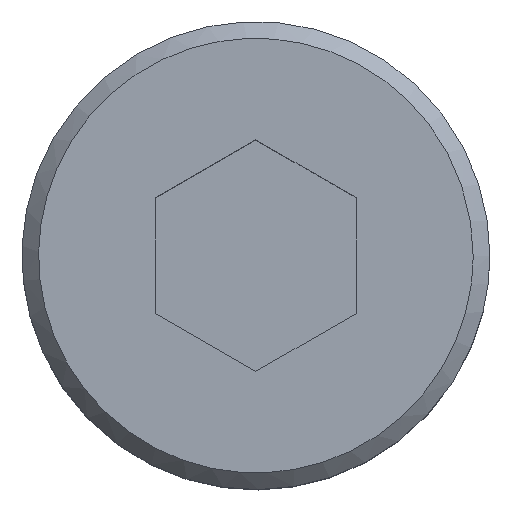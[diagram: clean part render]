
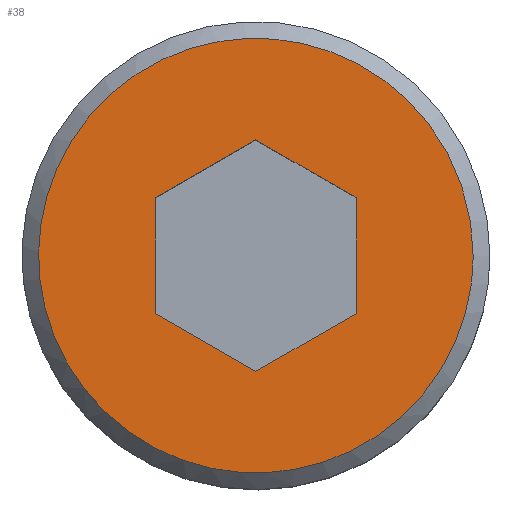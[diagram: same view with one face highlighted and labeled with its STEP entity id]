
A CAD part, top view. The second image highlights one B-rep face of the part: STEP entity #38.
In plain terms, the highlighted planar face has unit normal (0, 0, 1).
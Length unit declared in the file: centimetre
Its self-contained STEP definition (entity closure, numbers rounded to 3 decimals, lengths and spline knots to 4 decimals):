
#35=FACE_BOUND('',#69,.T.);
#38=ADVANCED_FACE('',(#53,#35),#213,.T.);
#53=FACE_OUTER_BOUND('',#68,.T.);
#68=EDGE_LOOP('',(#87));
#69=EDGE_LOOP('',(#88,#89,#90,#91,#92,#93));
#87=ORIENTED_EDGE('',*,*,#144,.T.);
#88=ORIENTED_EDGE('',*,*,#161,.T.);
#89=ORIENTED_EDGE('',*,*,#148,.T.);
#90=ORIENTED_EDGE('',*,*,#151,.T.);
#91=ORIENTED_EDGE('',*,*,#162,.T.);
#92=ORIENTED_EDGE('',*,*,#156,.T.);
#93=ORIENTED_EDGE('',*,*,#159,.T.);
#144=EDGE_CURVE('',#197,#197,#190,.T.);
#148=EDGE_CURVE('',#205,#206,#171,.T.);
#151=EDGE_CURVE('',#206,#207,#174,.T.);
#156=EDGE_CURVE('',#208,#209,#179,.T.);
#159=EDGE_CURVE('',#209,#204,#182,.T.);
#161=EDGE_CURVE('',#204,#205,#184,.T.);
#162=EDGE_CURVE('',#207,#208,#185,.T.);
#171=B_SPLINE_CURVE_WITH_KNOTS('',1,(#402,#403),.UNSPECIFIED.,.F.,.F.,(2,
2),(-8.6603,-6.9282),.UNSPECIFIED.);
#174=B_SPLINE_CURVE_WITH_KNOTS('',1,(#408,#409),.UNSPECIFIED.,.F.,.F.,(2,
2),(-6.9282,-5.1962),.UNSPECIFIED.);
#179=B_SPLINE_CURVE_WITH_KNOTS('',1,(#418,#419),.UNSPECIFIED.,.F.,.F.,(2,
2),(-3.4641,-1.7321),.UNSPECIFIED.);
#182=B_SPLINE_CURVE_WITH_KNOTS('',1,(#424,#425),.UNSPECIFIED.,.F.,.F.,(2,
2),(-1.7321,0.),.UNSPECIFIED.);
#184=B_SPLINE_CURVE_WITH_KNOTS('',1,(#428,#429),.UNSPECIFIED.,.F.,.F.,(2,
2),(-10.3923,-8.6603),.UNSPECIFIED.);
#185=B_SPLINE_CURVE_WITH_KNOTS('',1,(#430,#431),.UNSPECIFIED.,.F.,.F.,(2,
2),(-5.1962,-3.4641),.UNSPECIFIED.);
#190=(
BOUNDED_CURVE()
B_SPLINE_CURVE(2,(#387,#388,#389,#390,#391,#392,#393,#394,#395),
 .UNSPECIFIED.,.T.,.F.)
B_SPLINE_CURVE_WITH_KNOTS((3,2,2,2,3),(0.,5.105,10.2099,
15.3149,20.4198),.UNSPECIFIED.)
CURVE()
GEOMETRIC_REPRESENTATION_ITEM()
RATIONAL_B_SPLINE_CURVE((1.,0.707,1.,0.707,1.,0.707,
1.,0.707,1.))
REPRESENTATION_ITEM('')
);
#197=VERTEX_POINT('',#341);
#204=VERTEX_POINT('',#348);
#205=VERTEX_POINT('',#349);
#206=VERTEX_POINT('',#350);
#207=VERTEX_POINT('',#351);
#208=VERTEX_POINT('',#352);
#209=VERTEX_POINT('',#353);
#213=PLANE('',#248);
#248=AXIS2_PLACEMENT_3D('',#294,#262,$);
#262=DIRECTION('',(0.,0.,1.));
#294=CARTESIAN_POINT('',(79.125,-8.875,13.));
#341=CARTESIAN_POINT('',(86.75,-4.5,13.));
#348=CARTESIAN_POINT('',(85.,-3.634,13.));
#349=CARTESIAN_POINT('',(85.,-5.366,13.));
#350=CARTESIAN_POINT('',(83.5,-6.2321,13.));
#351=CARTESIAN_POINT('',(82.,-5.366,13.));
#352=CARTESIAN_POINT('',(82.,-3.634,13.));
#353=CARTESIAN_POINT('',(83.5,-2.7679,13.));
#387=CARTESIAN_POINT('',(86.75,-4.5,13.));
#388=CARTESIAN_POINT('',(86.75,-1.25,13.));
#389=CARTESIAN_POINT('',(83.5,-1.25,13.));
#390=CARTESIAN_POINT('',(80.25,-1.25,13.));
#391=CARTESIAN_POINT('',(80.25,-4.5,13.));
#392=CARTESIAN_POINT('',(80.25,-7.75,13.));
#393=CARTESIAN_POINT('',(83.5,-7.75,13.));
#394=CARTESIAN_POINT('',(86.75,-7.75,13.));
#395=CARTESIAN_POINT('',(86.75,-4.5,13.));
#402=CARTESIAN_POINT('',(85.,-5.366,13.));
#403=CARTESIAN_POINT('',(83.5,-6.2321,13.));
#408=CARTESIAN_POINT('',(83.5,-6.2321,13.));
#409=CARTESIAN_POINT('',(82.,-5.366,13.));
#418=CARTESIAN_POINT('',(82.,-3.634,13.));
#419=CARTESIAN_POINT('',(83.5,-2.7679,13.));
#424=CARTESIAN_POINT('',(83.5,-2.7679,13.));
#425=CARTESIAN_POINT('',(85.,-3.634,13.));
#428=CARTESIAN_POINT('',(85.,-3.634,13.));
#429=CARTESIAN_POINT('',(85.,-5.366,13.));
#430=CARTESIAN_POINT('',(82.,-5.366,13.));
#431=CARTESIAN_POINT('',(82.,-3.634,13.));
